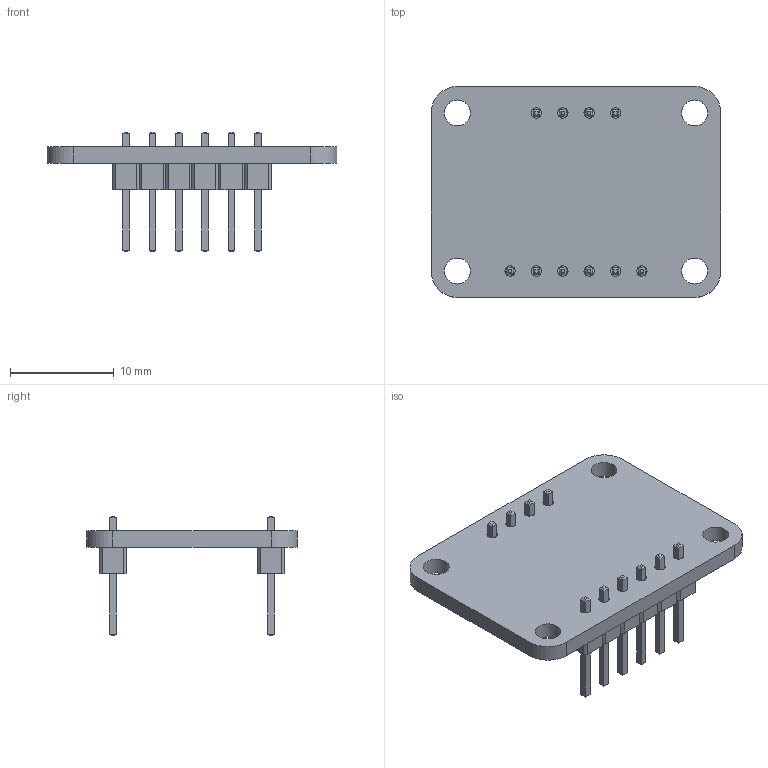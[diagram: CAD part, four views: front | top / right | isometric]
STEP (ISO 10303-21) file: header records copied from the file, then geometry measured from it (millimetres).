
FILE_DESCRIPTION(('Open CASCADE Model'),'2;1');
FILE_NAME('Open CASCADE Shape Model','2022-06-20T14:38:47',('Author'),( 'Open CASCADE'),'Open CASCADE STEP processor 6.8','Open CASCADE 6.8' ,'Unknown');
FILE_SCHEMA(('AUTOMOTIVE_DESIGN { 1 0 10303 214 1 1 1 1 }'));
Length unit declared in the file: millimetre
Products named in the file (6): PCB; Board; Open CASCADE STEP translator 6.8 5.1.1; Free-Models; PinHeader_1x04_P2.54mm_Vertical; PinHeader_1x06_P2.54mm_Vertical
Assembly tree (5 placements, depth 3):
  PCB
    Board
      Open CASCADE STEP translator 6.8 5.1.1
    Free-Models
      PinHeader_1x04_P2.54mm_Vertical
      PinHeader_1x06_P2.54mm_Vertical
Bounding box: 27.94 x 20.32 x 11.54 mm (x, y, z)
Volume: 1047.3 mm3; surface area: 1827.5 mm2
Topology: 3 solids, 3 shells, 272 faces, 658 edges, 412 vertices
Faces by surface type: plane 254, cylinder 18
Full cylindrical faces by diameter (mm): 1 x10, 2.5 x4
Entity records: 9601 total; most frequent: CARTESIAN_POINT 1348, ORIENTED_EDGE 1316, DIRECTION 1250, EDGE_CURVE 658, LINE 622, VECTOR 622, VERTEX_POINT 412, FACE_BOUND 320
